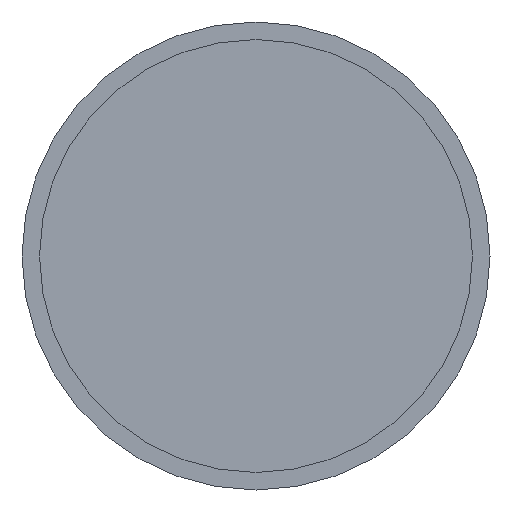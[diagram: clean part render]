
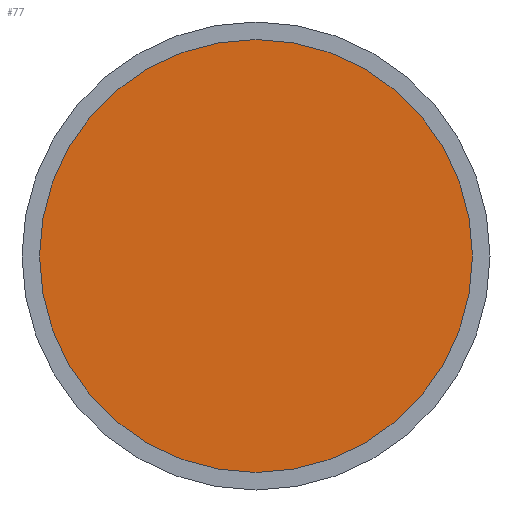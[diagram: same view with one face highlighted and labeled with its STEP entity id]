
A CAD part, front view. The second image highlights one B-rep face of the part: STEP entity #77.
In plain terms, the highlighted planar face has unit normal (0, -1, 0).
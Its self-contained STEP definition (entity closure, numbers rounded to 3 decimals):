
#77 = ADVANCED_FACE( '', ( #165 ), #166, .F. );
#165 = FACE_OUTER_BOUND( '', #254, .T. );
#166 = PLANE( '', #255 );
#254 = EDGE_LOOP( '', ( #424 ) );
#255 = AXIS2_PLACEMENT_3D( '', #425, #426, #427 );
#424 = ORIENTED_EDGE( '', *, *, #510, .T. );
#425 = CARTESIAN_POINT( '', ( 46.25, -3., 0. ) );
#426 = DIRECTION( '', ( 0., 1., 0. ) );
#427 = DIRECTION( '', ( 0., 0., 1. ) );
#510 = EDGE_CURVE( '', #586, #586, #587, .T. );
#586 = VERTEX_POINT( '', #678 );
#587 = CIRCLE( '', #679, 46.25 );
#678 = CARTESIAN_POINT( '', ( 0., -3., -46.25 ) );
#679 = AXIS2_PLACEMENT_3D( '', #759, #760, #761 );
#759 = CARTESIAN_POINT( '', ( 0., -3., 0. ) );
#760 = DIRECTION( '', ( 0., -1., 0. ) );
#761 = DIRECTION( '', ( 0., 0., -1. ) );
